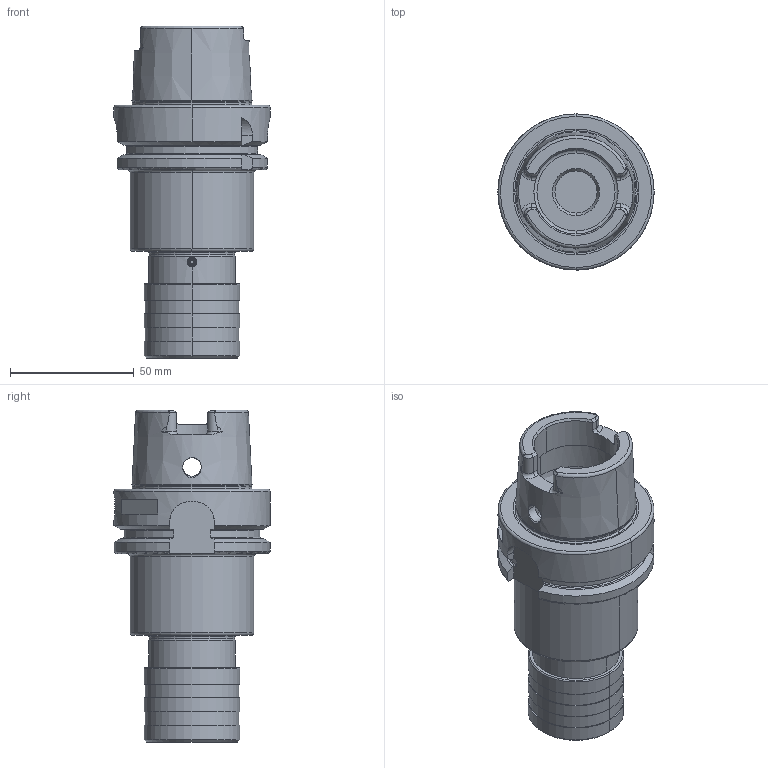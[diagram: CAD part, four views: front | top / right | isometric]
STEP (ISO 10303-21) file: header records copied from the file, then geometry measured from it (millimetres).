
FILE_DESCRIPTION((''),'2;1');
FILE_NAME('A63_16_12','2020-07-29T',('103090'),(''),'CREO PARAMETRIC BY PTC INC, 2016260','CREO PARAMETRIC BY PTC INC, 2016260','');
FILE_SCHEMA(('CONFIG_CONTROL_DESIGN'));
Length unit declared in the file: millimetre
Products named in the file (1): A63_16_12
Bounding box: 63 x 63 x 134 mm (x, y, z)
Volume: 182320 mm3; surface area: 40360.3 mm2
Topology: 1 solids, 1 shells, 252 faces, 622 edges, 384 vertices
Faces by surface type: plane 84, cylinder 73, cone 50, torus 39, sphere 6
Entity records: 8323 total; most frequent: CARTESIAN_POINT 2373, DIRECTION 1265, ORIENTED_EDGE 1228, EDGE_CURVE 614, AXIS2_PLACEMENT_3D 522, VERTEX_POINT 384, EDGE_LOOP 276, CIRCLE 267
